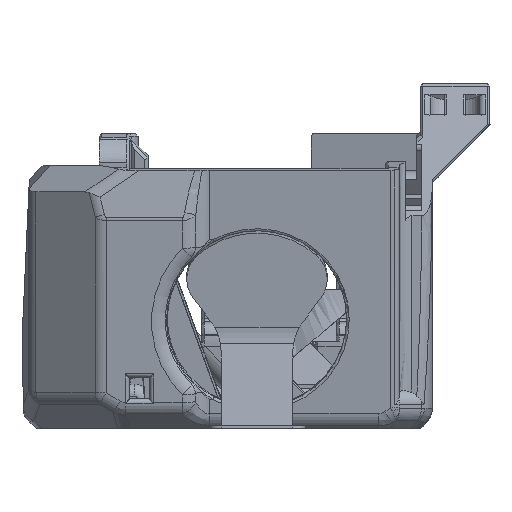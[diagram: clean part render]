
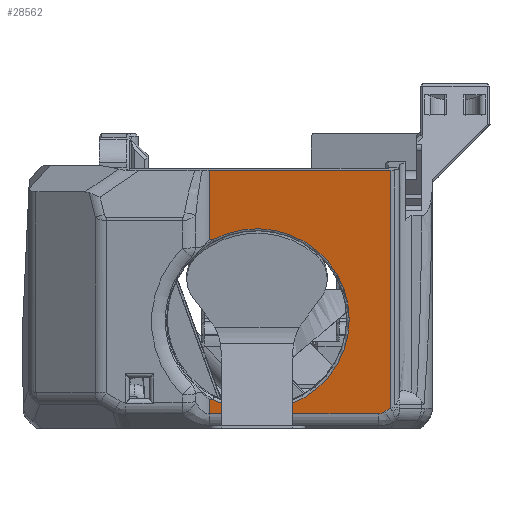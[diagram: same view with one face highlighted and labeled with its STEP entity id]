
A CAD part, left-side view. The second image highlights one B-rep face of the part: STEP entity #28562.
In plain terms, the highlighted planar face has unit normal (-0.985, 0, -0.174).
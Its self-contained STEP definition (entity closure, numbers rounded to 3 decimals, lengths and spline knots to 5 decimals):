
#565=B_SPLINE_CURVE_WITH_KNOTS('',3,(#41697,#41698,#41699,#41700),
 .UNSPECIFIED.,.F.,.F.,(4,4),(0.00082,0.00132),
 .UNSPECIFIED.);
#566=B_SPLINE_CURVE_WITH_KNOTS('',3,(#41704,#41705,#41706,#41707),
 .UNSPECIFIED.,.F.,.F.,(4,4),(0.00082,0.00132),
 .UNSPECIFIED.);
#1378=CIRCLE('',#30400,0.0144);
#2398=ELLIPSE('',#30401,0.0032,0.002);
#3404=ORIENTED_EDGE('',*,*,#12139,.F.);
#3405=ORIENTED_EDGE('',*,*,#12140,.F.);
#3406=ORIENTED_EDGE('',*,*,#12121,.F.);
#3407=ORIENTED_EDGE('',*,*,#12141,.T.);
#3408=ORIENTED_EDGE('',*,*,#12142,.T.);
#3409=ORIENTED_EDGE('',*,*,#12143,.T.);
#3410=ORIENTED_EDGE('',*,*,#12144,.T.);
#3411=ORIENTED_EDGE('',*,*,#12145,.T.);
#3412=ORIENTED_EDGE('',*,*,#12146,.T.);
#3413=ORIENTED_EDGE('',*,*,#12147,.F.);
#12121=EDGE_CURVE('',#16495,#16496,#19249,.T.);
#12139=EDGE_CURVE('',#16511,#16512,#19259,.T.);
#12140=EDGE_CURVE('',#16496,#16511,#19260,.F.);
#12141=EDGE_CURVE('',#16495,#16513,#19261,.F.);
#12142=EDGE_CURVE('',#16513,#16514,#565,.F.);
#12143=EDGE_CURVE('',#16514,#16515,#1378,.T.);
#12144=EDGE_CURVE('',#16515,#16516,#566,.T.);
#12145=EDGE_CURVE('',#16516,#16517,#19262,.F.);
#12146=EDGE_CURVE('',#16517,#16518,#19263,.T.);
#12147=EDGE_CURVE('',#16512,#16518,#2398,.F.);
#16495=VERTEX_POINT('',#41653);
#16496=VERTEX_POINT('',#41654);
#16511=VERTEX_POINT('',#41692);
#16512=VERTEX_POINT('',#41693);
#16513=VERTEX_POINT('',#41696);
#16514=VERTEX_POINT('',#41701);
#16515=VERTEX_POINT('',#41703);
#16516=VERTEX_POINT('',#41708);
#16517=VERTEX_POINT('',#41710);
#16518=VERTEX_POINT('',#41712);
#19249=LINE('',#41652,#21710);
#19259=LINE('',#41691,#21720);
#19260=LINE('',#41694,#21721);
#19261=LINE('',#41695,#21722);
#19262=LINE('',#41709,#21723);
#19263=LINE('',#41711,#21724);
#21710=VECTOR('',#33316,1.);
#21720=VECTOR('',#33344,1.);
#21721=VECTOR('',#33345,1.);
#21722=VECTOR('',#33346,1.);
#21723=VECTOR('',#33349,1.);
#21724=VECTOR('',#33350,1.);
#24098=EDGE_LOOP('',(#3404,#3405,#3406,#3407,#3408,#3409,#3410,#3411,#3412,
#3413));
#25907=FACE_BOUND('',#24098,.T.);
#27652=PLANE('',#30399);
#28562=ADVANCED_FACE('',(#25907),#27652,.F.);
#30399=AXIS2_PLACEMENT_3D('',#41690,#33342,#33343);
#30400=AXIS2_PLACEMENT_3D('',#41702,#33347,#33348);
#30401=AXIS2_PLACEMENT_3D('',#41713,#33351,#33352);
#33316=DIRECTION('',(0.,-1.,0.));
#33342=DIRECTION('',(0.985,0.,0.174));
#33343=DIRECTION('',(-0.174,0.,0.985));
#33344=DIRECTION('',(0.097,0.829,-0.551));
#33345=DIRECTION('',(-0.174,0.,0.985));
#33346=DIRECTION('',(-0.174,0.,0.985));
#33347=DIRECTION('',(0.985,0.,0.174));
#33348=DIRECTION('',(0.174,0.,-0.985));
#33349=DIRECTION('',(-0.174,0.,0.985));
#33350=DIRECTION('',(0.,-1.,0.));
#33351=DIRECTION('',(-0.985,0.,-0.174));
#33352=DIRECTION('',(-0.165,-0.304,0.938));
#41652=CARTESIAN_POINT('',(-0.03457,0.02485,0.0403));
#41653=CARTESIAN_POINT('',(-0.03457,0.01227,0.0403));
#41654=CARTESIAN_POINT('',(-0.03457,-0.016,0.0403));
#41690=CARTESIAN_POINT('',(-0.03119,0.02485,0.0211));
#41691=CARTESIAN_POINT('',(-0.02782,-0.0142,0.00202));
#41692=CARTESIAN_POINT('',(-0.02803,-0.016,0.00322));
#41693=CARTESIAN_POINT('',(-0.02792,-0.01507,0.0026));
#41694=CARTESIAN_POINT('',(-0.00766,-0.016,-0.1123));
#41695=CARTESIAN_POINT('',(-0.03119,0.01227,0.0211));
#41696=CARTESIAN_POINT('',(-0.03266,0.01227,0.02946));
#41697=CARTESIAN_POINT('',(-0.03265,0.01177,0.02941));
#41698=CARTESIAN_POINT('',(-0.03265,0.01193,0.02943));
#41699=CARTESIAN_POINT('',(-0.03266,0.0121,0.02944));
#41700=CARTESIAN_POINT('',(-0.03266,0.01227,0.02946));
#41701=CARTESIAN_POINT('',(-0.03265,0.01177,0.02941));
#41702=CARTESIAN_POINT('',(-0.03046,0.00485,0.01697));
#41703=CARTESIAN_POINT('',(-0.02826,0.01177,0.00453));
#41704=CARTESIAN_POINT('',(-0.02826,0.01177,0.00453));
#41705=CARTESIAN_POINT('',(-0.02826,0.01193,0.00452));
#41706=CARTESIAN_POINT('',(-0.02826,0.0121,0.0045));
#41707=CARTESIAN_POINT('',(-0.02826,0.01227,0.00448));
#41708=CARTESIAN_POINT('',(-0.02826,0.01227,0.00448));
#41709=CARTESIAN_POINT('',(-0.03119,0.01227,0.0211));
#41710=CARTESIAN_POINT('',(-0.02786,0.01227,0.00226));
#41711=CARTESIAN_POINT('',(-0.02786,-0.01465,0.00226));
#41712=CARTESIAN_POINT('',(-0.02786,-0.01407,0.00226));
#41713=CARTESIAN_POINT('',(-0.0284,-0.01465,0.00533));
